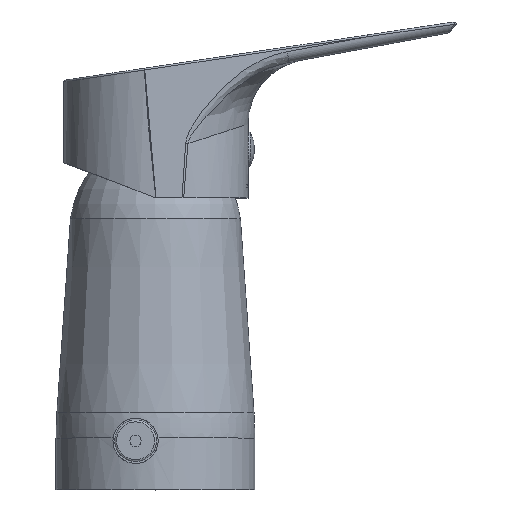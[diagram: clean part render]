
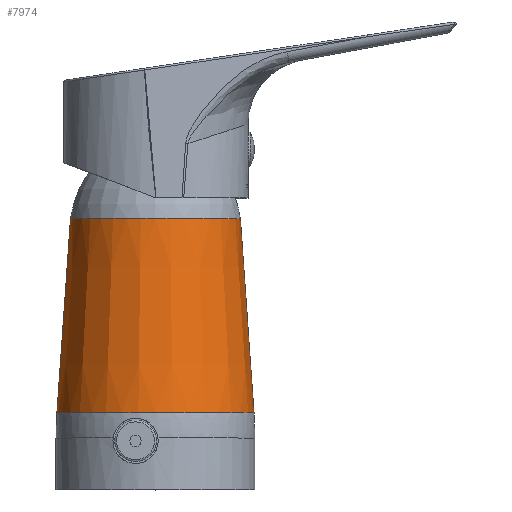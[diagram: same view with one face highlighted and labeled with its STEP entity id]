
A CAD part, top view. The second image highlights one B-rep face of the part: STEP entity #7974.
In plain terms, the highlighted conical face has half-angle 4 degrees and reference radius 27.256 mm.
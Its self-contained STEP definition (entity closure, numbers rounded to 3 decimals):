
#71 = AXIS2_PLACEMENT_3D ( 'NONE', #1628, #7431, #1138 ) ;
#113 = DIRECTION ( 'NONE',  ( -1., 0., 0. ) ) ;
#228 = ORIENTED_EDGE ( 'NONE', *, *, #1962, .F. ) ;
#1138 = DIRECTION ( 'NONE',  ( -1., 0., 0. ) ) ;
#1286 = FACE_BOUND ( 'NONE', #4271, .T. ) ;
#1370 = DIRECTION ( 'NONE',  ( 1., 0., 0. ) ) ;
#1373 = CIRCLE ( 'NONE', #71, 23.5 ) ;
#1457 = EDGE_CURVE ( 'NONE', #4931, #4931, #2344, .T. ) ;
#1628 = CARTESIAN_POINT ( 'NONE',  ( 0., 127., 0. ) ) ;
#1891 = CARTESIAN_POINT ( 'NONE',  ( -23.5, 127., 0. ) ) ;
#1962 = EDGE_CURVE ( 'NONE', #4968, #4968, #1373, .T. ) ;
#1992 = DIRECTION ( 'NONE',  ( 0., 1., 0. ) ) ;
#2198 = AXIS2_PLACEMENT_3D ( 'NONE', #5036, #1992, #113 ) ;
#2266 = EDGE_LOOP ( 'NONE', ( #6919 ) ) ;
#2344 = CIRCLE ( 'NONE', #2198, 27.256 ) ;
#3819 = CONICAL_SURFACE ( 'NONE', #4075, 27.256, 0.07 ) ;
#4075 = AXIS2_PLACEMENT_3D ( 'NONE', #4487, #7009, #1370 ) ;
#4271 = EDGE_LOOP ( 'NONE', ( #228 ) ) ;
#4487 = CARTESIAN_POINT ( 'NONE',  ( 0., 73.281, 0. ) ) ;
#4931 = VERTEX_POINT ( 'NONE', #6985 ) ;
#4968 = VERTEX_POINT ( 'NONE', #1891 ) ;
#5036 = CARTESIAN_POINT ( 'NONE',  ( 0., 73.281, 0. ) ) ;
#5109 = FACE_OUTER_BOUND ( 'NONE', #2266, .T. ) ;
#6919 = ORIENTED_EDGE ( 'NONE', *, *, #1457, .T. ) ;
#6985 = CARTESIAN_POINT ( 'NONE',  ( -27.256, 73.281, 0. ) ) ;
#7009 = DIRECTION ( 'NONE',  ( 0., -1., 0. ) ) ;
#7431 = DIRECTION ( 'NONE',  ( 0., 1., 0. ) ) ;
#7974 = ADVANCED_FACE ( 'NONE', ( #1286, #5109 ), #3819, .T. ) ;
